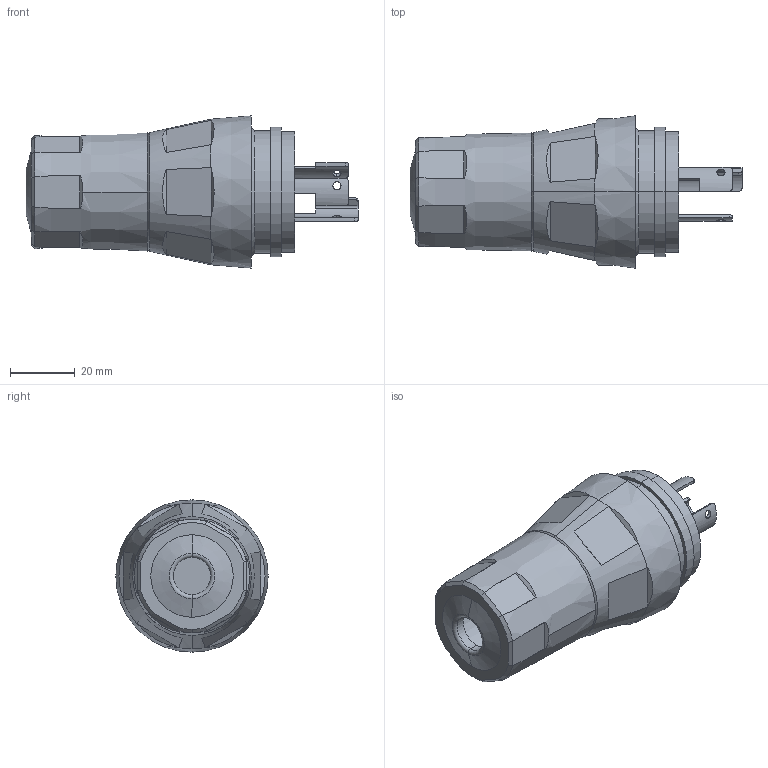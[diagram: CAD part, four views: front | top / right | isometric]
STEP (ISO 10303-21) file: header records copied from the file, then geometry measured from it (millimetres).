
FILE_DESCRIPTION (( 'STEP AP214' ), '1' );
FILE_NAME ('BRY24W34.step', '2016-08-29T18:35:46', ( '' ), ( '' ), 'SwSTEP 2.0', 'SolidWorks 2016', '' );
FILE_SCHEMA (( 'AUTOMOTIVE_DESIGN' ));
Length unit declared in the file: millimetre
Products named in the file (1): BRY24W34
Bounding box: 102.67 x 47.1 x 47.1 mm (x, y, z)
Volume: 90051.2 mm3; surface area: 24452.7 mm2
Topology: 7 solids, 7 shells, 159 faces, 409 edges, 268 vertices
Faces by surface type: plane 92, cylinder 44, cone 21, torus 2
Entity records: 5417 total; most frequent: CARTESIAN_POINT 1469, ORIENTED_EDGE 818, DIRECTION 731, EDGE_CURVE 409, AXIS2_PLACEMENT_3D 276, VERTEX_POINT 268, VECTOR 179, EDGE_LOOP 179
